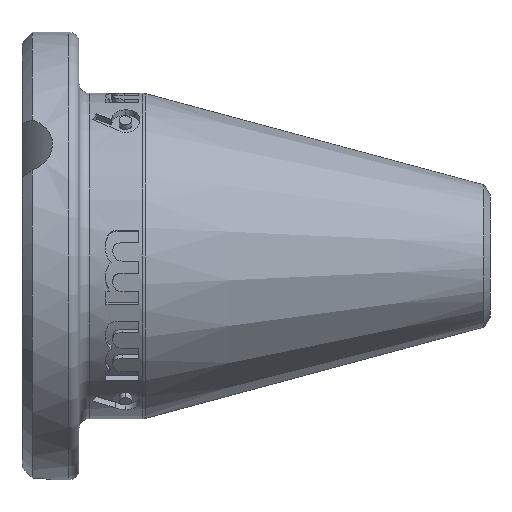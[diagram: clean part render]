
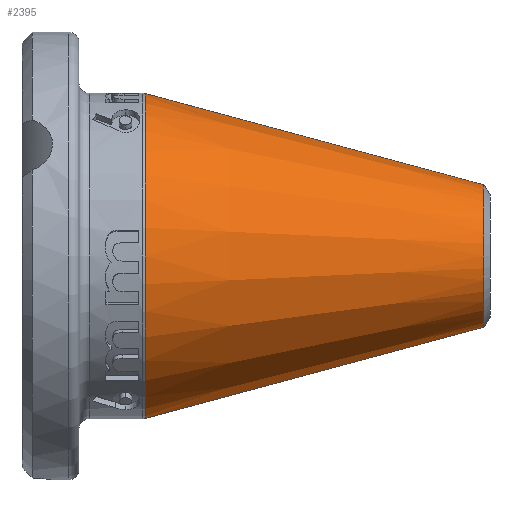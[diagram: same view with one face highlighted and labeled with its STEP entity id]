
A CAD part, left-side view. The second image highlights one B-rep face of the part: STEP entity #2395.
In plain terms, the highlighted conical face has half-angle 15.081 degrees and reference radius 3.5 mm.
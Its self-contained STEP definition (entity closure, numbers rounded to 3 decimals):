
#120 = CIRCLE ( 'NONE', #7742, 3.5 ) ;
#210 = ORIENTED_EDGE ( 'NONE', *, *, #13160, .T. ) ;
#510 = FACE_OUTER_BOUND ( 'NONE', #3178, .T. ) ;
#595 = CARTESIAN_POINT ( 'NONE',  ( 0., 16.936, -7.983 ) ) ;
#650 = CIRCLE ( 'NONE', #2276, 7.983 ) ;
#1739 = VECTOR ( 'NONE', #15099, 1000. ) ;
#1984 = DIRECTION ( 'NONE',  ( 0., 0.966, -0.26 ) ) ;
#2276 = AXIS2_PLACEMENT_3D ( 'NONE', #11213, #15160, #8471 ) ;
#2395 = ADVANCED_FACE ( 'NONE', ( #510 ), #11579, .T. ) ;
#2928 = CARTESIAN_POINT ( 'NONE',  ( 0., 0.3, 3.5 ) ) ;
#3178 = EDGE_LOOP ( 'NONE', ( #9037, #11352, #3716, #210 ) ) ;
#3204 = EDGE_CURVE ( 'NONE', #14477, #10766, #120, .T. ) ;
#3716 = ORIENTED_EDGE ( 'NONE', *, *, #15313, .T. ) ;
#4168 = DIRECTION ( 'NONE',  ( 0., 1., 0. ) ) ;
#5070 = CARTESIAN_POINT ( 'NONE',  ( 0., 0.3, 3.5 ) ) ;
#5514 = VERTEX_POINT ( 'NONE', #595 ) ;
#5821 = LINE ( 'NONE', #13701, #10778 ) ;
#6285 = CARTESIAN_POINT ( 'NONE',  ( 0., 16.936, 7.983 ) ) ;
#7742 = AXIS2_PLACEMENT_3D ( 'NONE', #11661, #12944, #10375 ) ;
#8222 = EDGE_CURVE ( 'NONE', #10766, #5514, #5821, .T. ) ;
#8471 = DIRECTION ( 'NONE',  ( 0., 0., -1. ) ) ;
#9037 = ORIENTED_EDGE ( 'NONE', *, *, #8222, .F. ) ;
#9210 = CARTESIAN_POINT ( 'NONE',  ( 0., 0.3, 0. ) ) ;
#10043 = LINE ( 'NONE', #5070, #1739 ) ;
#10375 = DIRECTION ( 'NONE',  ( 0., 0., -1. ) ) ;
#10766 = VERTEX_POINT ( 'NONE', #13353 ) ;
#10778 = VECTOR ( 'NONE', #1984, 1000. ) ;
#11213 = CARTESIAN_POINT ( 'NONE',  ( 0., 16.936, 0. ) ) ;
#11352 = ORIENTED_EDGE ( 'NONE', *, *, #3204, .F. ) ;
#11579 = CONICAL_SURFACE ( 'NONE', #12935, 3.5, 0.263 ) ;
#11661 = CARTESIAN_POINT ( 'NONE',  ( 0., 0.3, 0. ) ) ;
#12669 = VERTEX_POINT ( 'NONE', #6285 ) ;
#12935 = AXIS2_PLACEMENT_3D ( 'NONE', #9210, #4168, #15978 ) ;
#12944 = DIRECTION ( 'NONE',  ( 0., -1., 0. ) ) ;
#13160 = EDGE_CURVE ( 'NONE', #12669, #5514, #650, .T. ) ;
#13353 = CARTESIAN_POINT ( 'NONE',  ( 0., 0.3, -3.5 ) ) ;
#13701 = CARTESIAN_POINT ( 'NONE',  ( 0., 0.3, -3.5 ) ) ;
#14477 = VERTEX_POINT ( 'NONE', #2928 ) ;
#15099 = DIRECTION ( 'NONE',  ( 0., 0.966, 0.26 ) ) ;
#15160 = DIRECTION ( 'NONE',  ( 0., -1., 0. ) ) ;
#15313 = EDGE_CURVE ( 'NONE', #14477, #12669, #10043, .T. ) ;
#15978 = DIRECTION ( 'NONE',  ( 0., 0., 1. ) ) ;
